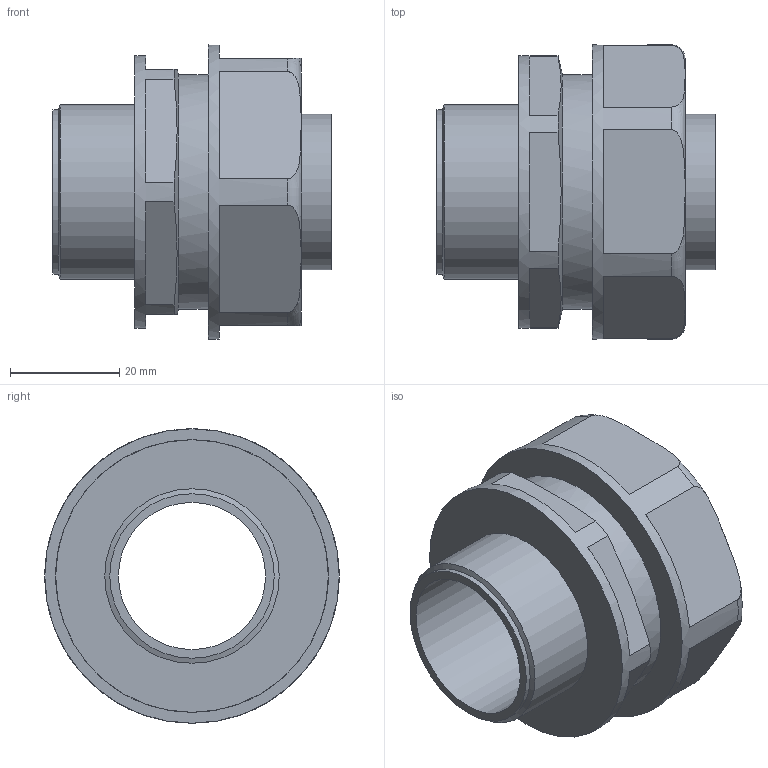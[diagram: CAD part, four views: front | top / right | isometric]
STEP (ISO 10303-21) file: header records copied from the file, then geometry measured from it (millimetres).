
FILE_DESCRIPTION( ( 'STEP AP203' ), '1' );
FILE_NAME( 'FLEXA USK-M 5020.330.0321.stp', '2020-03-27T09:39:34', ( 'License CC BY-ND 4.0' ), ( 'CADENAS' ), ' ', 'PARTsolutions', ' ' );
FILE_SCHEMA( ( 'CONFIG_CONTROL_DESIGN' ) );
Length unit declared in the file: millimetre
Products named in the file (1): _FLEXA USK-M 5020.330.0321
Bounding box: 51 x 54 x 54 mm (x, y, z)
Volume: 43613.9 mm3; surface area: 15614.6 mm2
Topology: 1 solids, 1 shells, 46 faces, 112 edges, 72 vertices
Faces by surface type: plane 30, cylinder 8, torus 6, cone 2
Full cylindrical faces by diameter (mm): 27 x1, 28.5 x1, 30.16 x1, 32 x1, 36 x1, 43 x1, 50 x1, 54 x1
Entity records: 1601 total; most frequent: CARTESIAN_POINT 525, DIRECTION 219, ORIENTED_EDGE 198, EDGE_CURVE 99, AXIS2_PLACEMENT_3D 91, VERTEX_POINT 69, EDGE_LOOP 62, FACE_OUTER_BOUND 54
